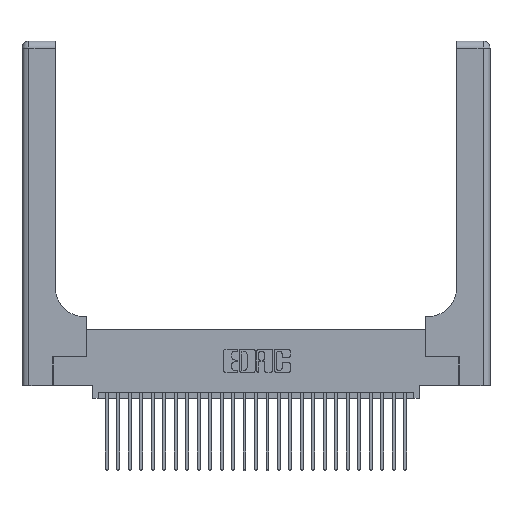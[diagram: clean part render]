
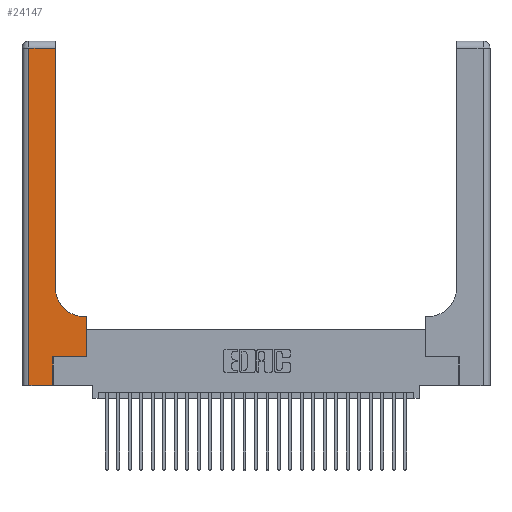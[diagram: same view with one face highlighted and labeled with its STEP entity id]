
A CAD part, top view. The second image highlights one B-rep face of the part: STEP entity #24147.
In plain terms, the highlighted planar face has unit normal (0, 0, 1).
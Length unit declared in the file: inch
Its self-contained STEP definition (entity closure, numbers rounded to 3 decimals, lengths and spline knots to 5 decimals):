
#916 = CARTESIAN_POINT ( 'NONE',  ( 0.5585, 0.25, 0.37 ) ) ;
#1886 = EDGE_LOOP ( 'NONE', ( #14410, #26851, #2371, #15161, #8130, #2840, #6287, #20823, #23590 ) ) ;
#2152 = VERTEX_POINT ( 'NONE', #9699 ) ;
#2239 = VECTOR ( 'NONE', #20098, 39.37008 ) ;
#2371 = ORIENTED_EDGE ( 'NONE', *, *, #4253, .T. ) ;
#2732 = VERTEX_POINT ( 'NONE', #27556 ) ;
#2840 = ORIENTED_EDGE ( 'NONE', *, *, #16800, .T. ) ;
#3484 = DIRECTION ( 'NONE',  ( 0., 1., 0. ) ) ;
#4253 = EDGE_CURVE ( 'NONE', #2732, #6952, #7565, .T. ) ;
#5190 = CARTESIAN_POINT ( 'NONE',  ( 0.5415, 0.85, 0.37 ) ) ;
#5365 = CARTESIAN_POINT ( 'NONE',  ( 0.5415, 0.6, 0.37 ) ) ;
#5437 = DIRECTION ( 'NONE',  ( 0., 1., 0. ) ) ;
#5559 = DIRECTION ( 'NONE',  ( 0., 0., -1. ) ) ;
#6212 = CARTESIAN_POINT ( 'NONE',  ( 0.269, 0.25, 0.37 ) ) ;
#6287 = ORIENTED_EDGE ( 'NONE', *, *, #7254, .T. ) ;
#6630 = CARTESIAN_POINT ( 'NONE',  ( 0.06, 0., 0.37 ) ) ;
#6952 = VERTEX_POINT ( 'NONE', #6630 ) ;
#7254 = EDGE_CURVE ( 'NONE', #10452, #12000, #14011, .T. ) ;
#7408 = DIRECTION ( 'NONE',  ( 1., 0., 0. ) ) ;
#7565 = LINE ( 'NONE', #28431, #17930 ) ;
#7745 = EDGE_CURVE ( 'NONE', #17861, #2732, #13988, .T. ) ;
#8130 = ORIENTED_EDGE ( 'NONE', *, *, #20878, .T. ) ;
#8147 = VERTEX_POINT ( 'NONE', #21367 ) ;
#8706 = VERTEX_POINT ( 'NONE', #5365 ) ;
#8715 = DIRECTION ( 'NONE',  ( 0., -1., 0. ) ) ;
#8958 = CIRCLE ( 'NONE', #12344, 0.25 ) ;
#9699 = CARTESIAN_POINT ( 'NONE',  ( 0.269, 0.25, 0.37 ) ) ;
#9909 = CARTESIAN_POINT ( 'NONE',  ( 0., 3., 0.37 ) ) ;
#10426 = LINE ( 'NONE', #18900, #15604 ) ;
#10452 = VERTEX_POINT ( 'NONE', #25592 ) ;
#11367 = CARTESIAN_POINT ( 'NONE',  ( 0.5585, 0.6, 0.37 ) ) ;
#12000 = VERTEX_POINT ( 'NONE', #11367 ) ;
#12344 = AXIS2_PLACEMENT_3D ( 'NONE', #5190, #20650, #7408 ) ;
#13988 = LINE ( 'NONE', #15666, #2239 ) ;
#14011 = LINE ( 'NONE', #916, #25029 ) ;
#14410 = ORIENTED_EDGE ( 'NONE', *, *, #22599, .T. ) ;
#15161 = ORIENTED_EDGE ( 'NONE', *, *, #16697, .T. ) ;
#15604 = VECTOR ( 'NONE', #3484, 39.37008 ) ;
#15666 = CARTESIAN_POINT ( 'NONE',  ( 0., 2.94, 0.37 ) ) ;
#15951 = CARTESIAN_POINT ( 'NONE',  ( 0.2915, 0.6, 0.37 ) ) ;
#16697 = EDGE_CURVE ( 'NONE', #6952, #17137, #25308, .T. ) ;
#16800 = EDGE_CURVE ( 'NONE', #2152, #10452, #18087, .T. ) ;
#17137 = VERTEX_POINT ( 'NONE', #22703 ) ;
#17861 = VERTEX_POINT ( 'NONE', #19281 ) ;
#17930 = VECTOR ( 'NONE', #8715, 39.37008 ) ;
#18087 = LINE ( 'NONE', #6212, #24630 ) ;
#18257 = VECTOR ( 'NONE', #24620, 39.37008 ) ;
#18777 = PLANE ( 'NONE',  #20283 ) ;
#18900 = CARTESIAN_POINT ( 'NONE',  ( 0.2915, 3., 0.37 ) ) ;
#18945 = LINE ( 'NONE', #15951, #18257 ) ;
#19281 = CARTESIAN_POINT ( 'NONE',  ( 0.2915, 2.94, 0.37 ) ) ;
#19438 = DIRECTION ( 'NONE',  ( 1., 0., 0. ) ) ;
#19467 = EDGE_CURVE ( 'NONE', #8706, #8147, #8958, .T. ) ;
#19489 = VECTOR ( 'NONE', #21390, 39.37008 ) ;
#20098 = DIRECTION ( 'NONE',  ( -1., 0., 0. ) ) ;
#20283 = AXIS2_PLACEMENT_3D ( 'NONE', #9909, #5559, #21024 ) ;
#20496 = EDGE_CURVE ( 'NONE', #12000, #8706, #18945, .T. ) ;
#20650 = DIRECTION ( 'NONE',  ( 0., 0., -1. ) ) ;
#20823 = ORIENTED_EDGE ( 'NONE', *, *, #20496, .T. ) ;
#20878 = EDGE_CURVE ( 'NONE', #17137, #2152, #26847, .T. ) ;
#21020 = VECTOR ( 'NONE', #28141, 39.37008 ) ;
#21024 = DIRECTION ( 'NONE',  ( -1., 0., 0. ) ) ;
#21367 = CARTESIAN_POINT ( 'NONE',  ( 0.2915, 0.85, 0.37 ) ) ;
#21390 = DIRECTION ( 'NONE',  ( 1., 0., 0. ) ) ;
#22599 = EDGE_CURVE ( 'NONE', #8147, #17861, #10426, .T. ) ;
#22703 = CARTESIAN_POINT ( 'NONE',  ( 0.269, 0., 0.37 ) ) ;
#23590 = ORIENTED_EDGE ( 'NONE', *, *, #19467, .T. ) ;
#23759 = CARTESIAN_POINT ( 'NONE',  ( 0.269, 0., 0.37 ) ) ;
#24147 = ADVANCED_FACE ( 'NONE', ( #28226 ), #18777, .F. ) ;
#24620 = DIRECTION ( 'NONE',  ( -1., 0., 0. ) ) ;
#24630 = VECTOR ( 'NONE', #19438, 39.37008 ) ;
#25029 = VECTOR ( 'NONE', #5437, 39.37008 ) ;
#25308 = LINE ( 'NONE', #27859, #19489 ) ;
#25592 = CARTESIAN_POINT ( 'NONE',  ( 0.5585, 0.25, 0.37 ) ) ;
#26847 = LINE ( 'NONE', #23759, #21020 ) ;
#26851 = ORIENTED_EDGE ( 'NONE', *, *, #7745, .T. ) ;
#27556 = CARTESIAN_POINT ( 'NONE',  ( 0.06, 2.94, 0.37 ) ) ;
#27859 = CARTESIAN_POINT ( 'NONE',  ( 0., 0., 0.37 ) ) ;
#28141 = DIRECTION ( 'NONE',  ( 0., 1., 0. ) ) ;
#28226 = FACE_OUTER_BOUND ( 'NONE', #1886, .T. ) ;
#28431 = CARTESIAN_POINT ( 'NONE',  ( 0.06, 3., 0.37 ) ) ;
